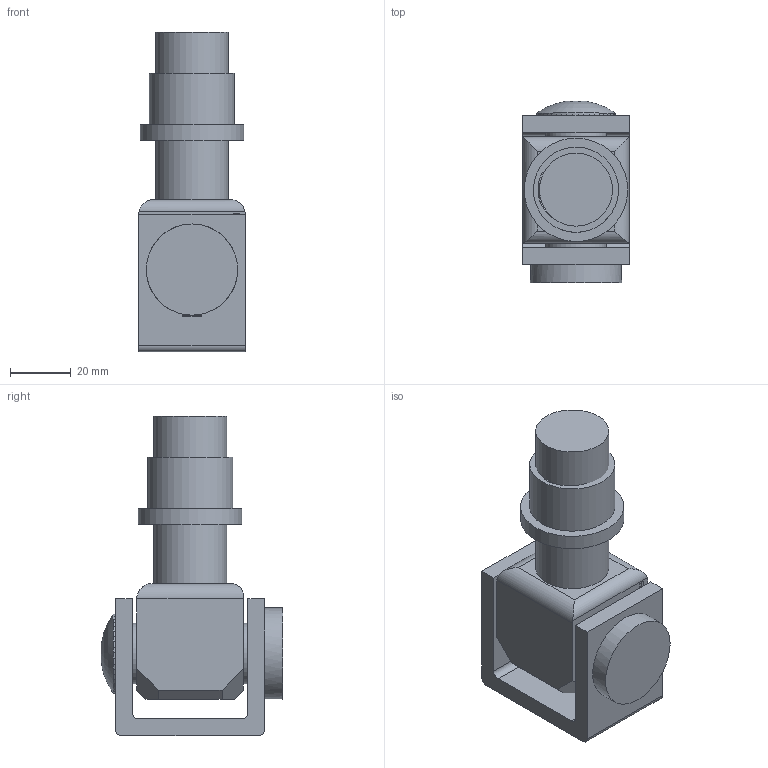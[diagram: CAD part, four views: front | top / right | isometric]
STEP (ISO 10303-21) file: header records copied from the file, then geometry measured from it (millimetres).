
FILE_DESCRIPTION (( 'STEP AP203' ), '1' );
FILE_NAME ('120-M24-V4A.STEP', '2021-11-24T11:43:39', ( '' ), ( '' ), 'SwSTEP 2.0', 'SolidWorks 2018', '' );
FILE_SCHEMA (( 'CONFIG_CONTROL_DESIGN' ));
Length unit declared in the file: millimetre
Products named in the file (12): 120-M24-V4A Teil4; 120-M24-V4A Teil 5; 120-M24-V4A Teil1; 120-M24-V4A Teil3; 120-M24-V4A Teil 2; 120-M24-V4A Teil1_120-M24-V4A Teil 1; 120-M24-V4A
Assembly tree (8 placements, depth 2):
  120-M24-V4A Teil4
  120-M24-V4A Teil 2
  120-M24-V4A
    120-M24-V4A Teil1
    120-M24-V4A Teil3
    120-M24-V4A Teil 5
  120-M24-V4A
    120-M24-V4A Teil 2
    120-M24-V4A Teil 5
    120-M24-V4A Teil1_120-M24-V4A Teil 1
    120-M24-V4A Teil3
    120-M24-V4A Teil4
Bounding box: 35 x 59.75 x 105 mm (x, y, z)
Volume: 105865.5 mm3; surface area: 35900.6 mm2
Topology: 5 solids, 5 shells, 588 faces, 1620 edges, 1083 vertices
Faces by surface type: plane 397, bspline 156, cylinder 32, torus 2, cone 1
Full cylindrical faces by diameter (mm): 6.8 x1, 7 x11, 8.5 x1, 20 x3, 24 x1, 26 x1, 28 x1, 30 x1, 34 x1
Entity records: 29940 total; most frequent: CARTESIAN_POINT 15321, ORIENTED_EDGE 3130, DIRECTION 2141, EDGE_CURVE 1565, LINE 1109, VECTOR 1109, VERTEX_POINT 1049, EDGE_LOOP 638
